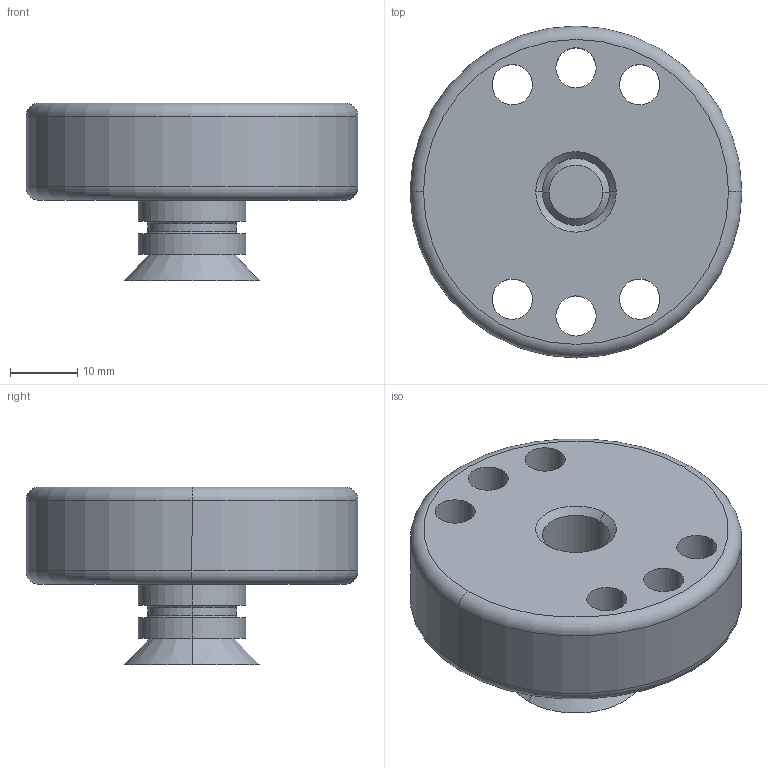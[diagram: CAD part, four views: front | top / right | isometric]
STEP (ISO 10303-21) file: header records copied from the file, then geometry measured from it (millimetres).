
FILE_DESCRIPTION(('STEP AP214'),'1');
FILE_NAME('160715.STP','2011-09-08T13:42:47',(' '),(' '),'Spatial InterOp 3D',' ',' ');
FILE_SCHEMA(('automotive_design'));
Length unit declared in the file: millimetre
Products named in the file (2): Kegelstumpf; Zylinder
Bounding box: 49.5 x 49.5 x 26.5 mm (x, y, z)
Volume: 26360.5 mm3; surface area: 9251.2 mm2
Topology: 2 solids, 2 shells, 53 faces, 120 edges, 74 vertices
Faces by surface type: cylinder 24, plane 13, cone 8, torus 8
Entity records: 1999 total; most frequent: DIRECTION 300, CARTESIAN_POINT 249, ORIENTED_EDGE 240, AXIS2_PLACEMENT_3D 125, EDGE_CURVE 120, VERTEX_POINT 74, EDGE_LOOP 70, CIRCLE 70
